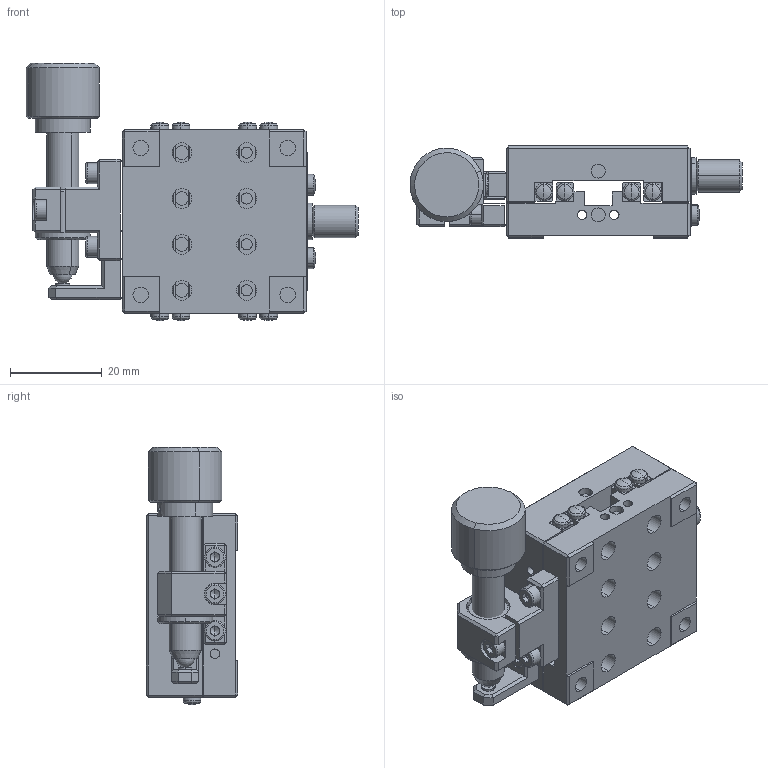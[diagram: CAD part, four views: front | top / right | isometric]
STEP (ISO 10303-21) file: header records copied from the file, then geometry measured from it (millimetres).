
FILE_DESCRIPTION (( 'STEP AP203' ), '1' );
FILE_NAME ('AK13-4020SL.step', '2019-05-08T06:22:18', ( '' ), ( '' ), 'SwSTEP 2.0', 'SolidWorks 2017', '' );
FILE_SCHEMA (( 'CONFIG_CONTROL_DESIGN' ));
Length unit declared in the file: millimetre
Products named in the file (1): AK13-4020SL
Bounding box: 72.29 x 20 x 56.03 mm (x, y, z)
Surface area: 18264.3 mm2 (no closed solid volume)
Topology: 0 solids, 33 shells, 658 faces, 2135 edges, 1436 vertices
Faces by surface type: plane 412, cylinder 150, cone 32, bspline 32, torus 26, sphere 6
Entity records: 23543 total; most frequent: CARTESIAN_POINT 4828, DIRECTION 3992, ORIENTED_EDGE 3444, EDGE_CURVE 2096, VERTEX_POINT 1433, LINE 1374, VECTOR 1374, AXIS2_PLACEMENT_3D 1309
